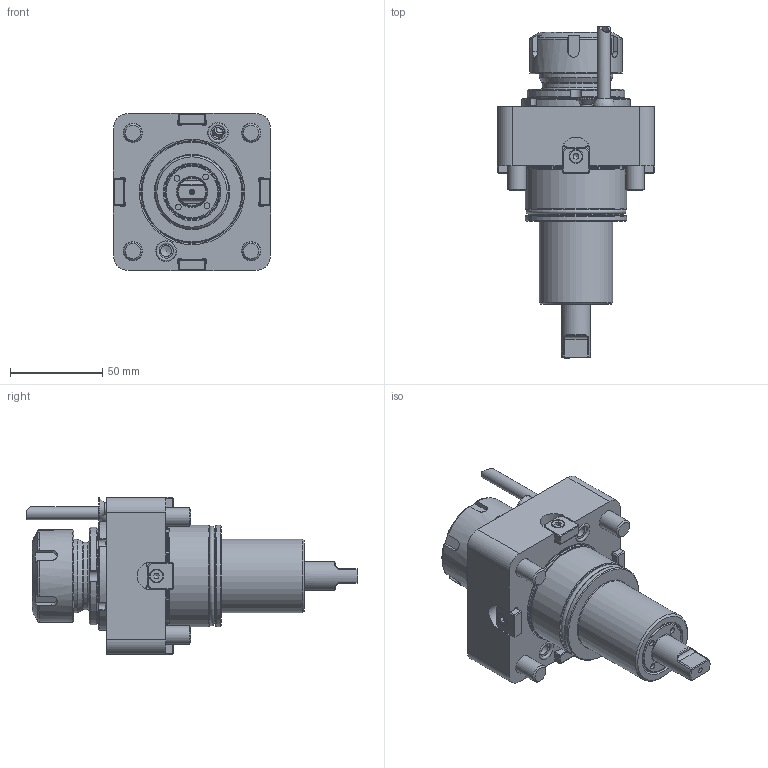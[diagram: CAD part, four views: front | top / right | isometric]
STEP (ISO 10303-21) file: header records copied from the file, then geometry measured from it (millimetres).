
FILE_DESCRIPTION (( 'STEP AP214' ), '1' );
FILE_NAME ('AMT521.STEP', '2020-09-24T07:53:01', ( '' ), ( '' ), 'SwSTEP 2.0', 'SolidWorks 2016', '' );
FILE_SCHEMA (( 'AUTOMOTIVE_DESIGN' ));
Length unit declared in the file: millimetre
Products named in the file (1): AMT521
Bounding box: 85 x 179.58 x 85 mm (x, y, z)
Volume: 403115.3 mm3; surface area: 80719.6 mm2
Topology: 15 solids, 18 shells, 897 faces, 2210 edges, 1421 vertices
Faces by surface type: plane 535, cylinder 153, cone 86, bspline 86, torus 36, sphere 1
Full cylindrical faces by diameter (mm): 1.25 x1, 1.7 x1, 2.1 x1, 3.2 x4, 3.3 x4, 4 x6, 4.5 x4, 5 x1, 6 x4, 6.366 x1, 7 x5, 7.5 x4, 8.566 x1, 10 x4, 10.5 x4, 10.8 x2, 11.57 x1, 12 x1, 15.7 x1, 16 x4, 16.5 x4, 29 x1, 30 x1, 34.15 x1, 36.7 x1, 38.5 x2, 39 x1, 40 x2, 42 x1, 42.3 x1
Entity records: 39973 total; most frequent: CARTESIAN_POINT 10492, ORIENTED_EDGE 3980, DIRECTION 3727, EDGE_CURVE 1990, VERTEX_POINT 1361, AXIS2_PLACEMENT_3D 1246, LINE 1235, VECTOR 1235
